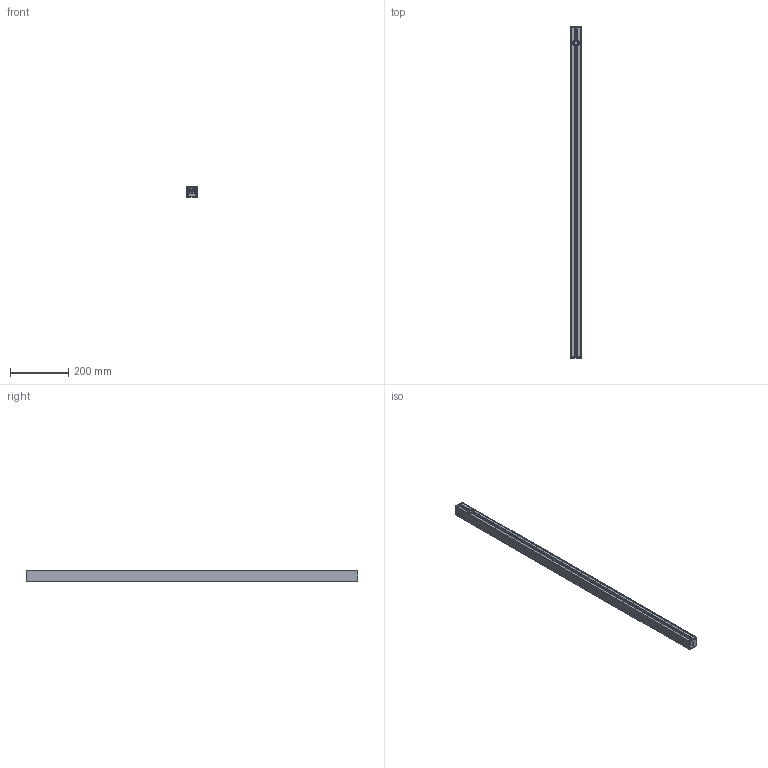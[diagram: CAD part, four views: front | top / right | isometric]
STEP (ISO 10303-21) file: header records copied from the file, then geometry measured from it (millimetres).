
FILE_DESCRIPTION(/* description */ ('This is a sample STEP configuration'),/* implementation_level */ '2;1');
FILE_NAME(/* name */ '577-01003xxxxxxx _Simple.ipt_Rev_00.3.stp',/* time_stamp */ '2022-12-15T14:40:02+01:00',/* author */ ('powerJobs'),/* organization */ ('coolOrange'),/* preprocessor_version */ 'ST-DEVELOPER v18.1',/* originating_system */ 'Autodesk Inventor 2020',/* authorisation */ '');
FILE_SCHEMA (('AUTOMOTIVE_DESIGN { 1 0 10303 214 3 1 1 }'));
Length unit declared in the file: millimetre
Products named in the file (1): ENG000019546
Bounding box: 35 x 1136.6 x 35 mm (x, y, z)
Volume: 355539.4 mm3; surface area: 489411.6 mm2
Topology: 7 solids, 7 shells, 548 faces, 1415 edges, 895 vertices
Faces by surface type: cylinder 258, plane 200, bspline 32, torus 28, sphere 16, cone 14
Full cylindrical faces by diameter (mm): 4.5 x2, 8 x2, 13.5 x2, 20 x2, 24 x2
Entity records: 17798 total; most frequent: CARTESIAN_POINT 3979, DIRECTION 3044, ORIENTED_EDGE 2830, EDGE_CURVE 1415, AXIS2_PLACEMENT_3D 1136, VERTEX_POINT 895, LINE 772, VECTOR 772
